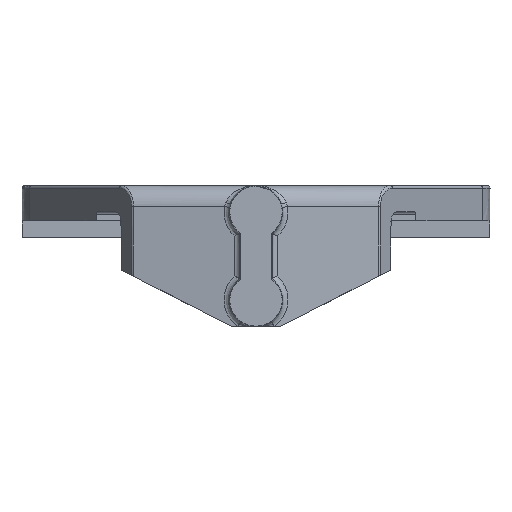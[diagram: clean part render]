
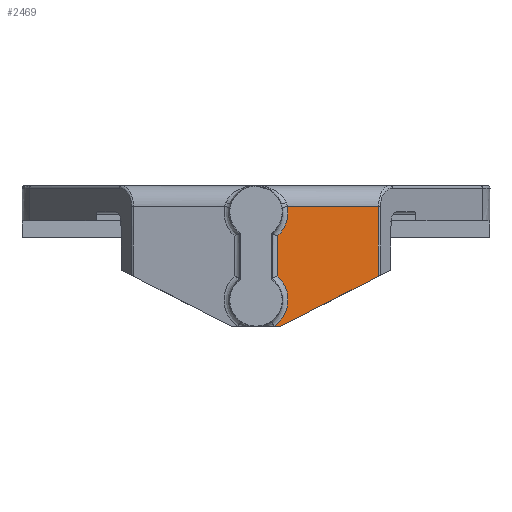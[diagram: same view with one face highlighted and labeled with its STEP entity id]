
A CAD part, left-side view. The second image highlights one B-rep face of the part: STEP entity #2469.
In plain terms, the highlighted planar face has unit normal (-0.993, -0.118, -0.009).
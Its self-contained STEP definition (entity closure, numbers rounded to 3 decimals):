
#32 = VERTEX_POINT ( 'NONE', #3282 ) ;
#177 = CARTESIAN_POINT ( 'NONE',  ( -24.325, -11.747, -8.482 ) ) ;
#222 = CARTESIAN_POINT ( 'NONE',  ( -24.325, -11.747, -8.482 ) ) ;
#247 = ORIENTED_EDGE ( 'NONE', *, *, #1385, .T. ) ;
#267 = DIRECTION ( 'NONE',  ( 0.118, -0.993, 0. ) ) ;
#279 = CARTESIAN_POINT ( 'NONE',  ( -25.36, -2.788, -12.061 ) ) ;
#304 = EDGE_CURVE ( 'NONE', #1895, #32, #1572, .T. ) ;
#394 = CARTESIAN_POINT ( 'NONE',  ( -24.382, -11.916, 0.252 ) ) ;
#422 = VERTEX_POINT ( 'NONE', #222 ) ;
#430 = EDGE_CURVE ( 'NONE', #2232, #2794, #2484, .T. ) ;
#447 = FACE_OUTER_BOUND ( 'NONE', #3698, .T. ) ;
#527 = CARTESIAN_POINT ( 'NONE',  ( -25.414, -2.995, -3.059 ) ) ;
#598 = CARTESIAN_POINT ( 'NONE',  ( -25.34, -2.995, -11.521 ) ) ;
#615 = CARTESIAN_POINT ( 'NONE',  ( -25.476, -2.077, -8.442 ) ) ;
#719 = DIRECTION ( 'NONE',  ( -0.993, -0.118, -0.009 ) ) ;
#782 = ORIENTED_EDGE ( 'NONE', *, *, #430, .T. ) ;
#872 = CARTESIAN_POINT ( 'NONE',  ( -25.441, -2.717, -3.787 ) ) ;
#876 = ORIENTED_EDGE ( 'NONE', *, *, #2442, .T. ) ;
#922 = CARTESIAN_POINT ( 'NONE',  ( -25.337, -3.085, -10.709 ) ) ;
#1030 = CARTESIAN_POINT ( 'NONE',  ( -24.38, -11.783, -1.765 ) ) ;
#1056 = LINE ( 'NONE', #3416, #2540 ) ;
#1228 = CARTESIAN_POINT ( 'NONE',  ( -24.365, -11.914, -1.765 ) ) ;
#1241 = CARTESIAN_POINT ( 'NONE',  ( -25.471, -1.767, -13.298 ) ) ;
#1256 = CARTESIAN_POINT ( 'NONE',  ( -25.349, -3.02, -10.137 ) ) ;
#1275 = LINE ( 'NONE', #177, #3559 ) ;
#1364 = VECTOR ( 'NONE', #267, 1000. ) ;
#1385 = EDGE_CURVE ( 'NONE', #3358, #422, #1056, .T. ) ;
#1395 = ORIENTED_EDGE ( 'NONE', *, *, #3183, .T. ) ;
#1515 = CARTESIAN_POINT ( 'NONE',  ( -25.41, -3.077, -2.415 ) ) ;
#1564 = CARTESIAN_POINT ( 'NONE',  ( -25.401, -2.355, -13.298 ) ) ;
#1570 = CARTESIAN_POINT ( 'NONE',  ( -25.431, -2.125, -13.009 ) ) ;
#1572 = B_SPLINE_CURVE_WITH_KNOTS ( 'NONE', 3,
 ( #615, #2821, #2198, #4039, #1888, #3749, #1583, #3439, #1256, #3122, #922, #2808, #598, #2505, #279, #2185, #4029, #1880, #3738, #1570, #3430, #1241 ),
 .UNSPECIFIED., .F., .F.,
 ( 4, 2, 2, 2, 2, 2, 1, 1, 2, 2, 2, 4 ),
 ( 0., 0.125, 0.25, 0.312, 0.375, 0.5, 0.625, 0.687, 0.719, 0.75, 0.875, 1. ),
 .UNSPECIFIED. ) ;
#1583 = CARTESIAN_POINT ( 'NONE',  ( -25.363, -2.934, -9.798 ) ) ;
#1668 = CARTESIAN_POINT ( 'NONE',  ( -25.422, -3.031, -1.765 ) ) ;
#1676 = CARTESIAN_POINT ( 'NONE',  ( -25.51, -2.077, -4.604 ) ) ;
#1824 = CARTESIAN_POINT ( 'NONE',  ( -25.415, -3.067, -2.023 ) ) ;
#1880 = CARTESIAN_POINT ( 'NONE',  ( -25.382, -2.569, -12.472 ) ) ;
#1888 = CARTESIAN_POINT ( 'NONE',  ( -25.386, -2.768, -9.364 ) ) ;
#1895 = VERTEX_POINT ( 'NONE', #2142 ) ;
#1947 = VECTOR ( 'NONE', #2305, 1000. ) ;
#2047 = AXIS2_PLACEMENT_3D ( 'NONE', #394, #719, #2928 ) ;
#2134 = CARTESIAN_POINT ( 'NONE',  ( -25.471, -2.433, -4.227 ) ) ;
#2142 = CARTESIAN_POINT ( 'NONE',  ( -25.476, -2.077, -8.442 ) ) ;
#2185 = CARTESIAN_POINT ( 'NONE',  ( -25.365, -2.737, -12.166 ) ) ;
#2198 = CARTESIAN_POINT ( 'NONE',  ( -25.435, -2.397, -8.775 ) ) ;
#2219 = CARTESIAN_POINT ( 'NONE',  ( -25.422, -3.031, -1.765 ) ) ;
#2232 = VERTEX_POINT ( 'NONE', #1668 ) ;
#2288 = DIRECTION ( 'NONE',  ( 0.118, -0.993, 0. ) ) ;
#2305 = DIRECTION ( 'NONE',  ( 0.009, 0., -1. ) ) ;
#2358 = EDGE_CURVE ( 'NONE', #32, #3358, #3710, .T. ) ;
#2423 = DIRECTION ( 'NONE',  ( -0.008, -0.005, 1. ) ) ;
#2442 = EDGE_CURVE ( 'NONE', #2794, #1895, #2782, .T. ) ;
#2454 = CARTESIAN_POINT ( 'NONE',  ( -25.489, -2.267, -4.426 ) ) ;
#2469 = ADVANCED_FACE ( 'NONE', ( #447 ), #3537, .T. ) ;
#2484 = B_SPLINE_CURVE_WITH_KNOTS ( 'NONE', 3,
 ( #2219, #3984, #1824, #3681, #1515, #3373, #527, #2835, #872, #2134, #2454, #3450 ),
 .UNSPECIFIED., .F., .F.,
 ( 4, 2, 2, 2, 2, 4 ),
 ( 0., 0.125, 0.25, 0.5, 0.75, 1. ),
 .UNSPECIFIED. ) ;
#2505 = CARTESIAN_POINT ( 'NONE',  ( -25.353, -2.86, -11.902 ) ) ;
#2536 = CARTESIAN_POINT ( 'NONE',  ( -25.51, -2.077, -4.604 ) ) ;
#2540 = VECTOR ( 'NONE', #3093, 1000. ) ;
#2782 = LINE ( 'NONE', #1676, #1947 ) ;
#2794 = VERTEX_POINT ( 'NONE', #2536 ) ;
#2808 = CARTESIAN_POINT ( 'NONE',  ( -25.336, -3.055, -11.18 ) ) ;
#2821 = CARTESIAN_POINT ( 'NONE',  ( -25.455, -2.246, -8.6 ) ) ;
#2835 = CARTESIAN_POINT ( 'NONE',  ( -25.43, -2.828, -3.555 ) ) ;
#2869 = VECTOR ( 'NONE', #2288, 1000. ) ;
#2928 = DIRECTION ( 'NONE',  ( 0.118, -0.993, 0. ) ) ;
#3093 = DIRECTION ( 'NONE',  ( 0.101, -0.885, 0.454 ) ) ;
#3122 = CARTESIAN_POINT ( 'NONE',  ( -25.34, -3.074, -10.479 ) ) ;
#3183 = EDGE_CURVE ( 'NONE', #422, #3690, #1275, .T. ) ;
#3282 = CARTESIAN_POINT ( 'NONE',  ( -25.471, -1.767, -13.298 ) ) ;
#3358 = VERTEX_POINT ( 'NONE', #1564 ) ;
#3373 = CARTESIAN_POINT ( 'NONE',  ( -25.41, -3.048, -2.803 ) ) ;
#3416 = CARTESIAN_POINT ( 'NONE',  ( -25.376, -2.57, -13.188 ) ) ;
#3430 = CARTESIAN_POINT ( 'NONE',  ( -25.45, -1.954, -13.163 ) ) ;
#3439 = CARTESIAN_POINT ( 'NONE',  ( -25.353, -2.995, -10.022 ) ) ;
#3444 = ORIENTED_EDGE ( 'NONE', *, *, #3805, .F. ) ;
#3450 = CARTESIAN_POINT ( 'NONE',  ( -25.51, -2.077, -4.604 ) ) ;
#3537 = PLANE ( 'NONE',  #2047 ) ;
#3540 = ORIENTED_EDGE ( 'NONE', *, *, #304, .T. ) ;
#3559 = VECTOR ( 'NONE', #2423, 1000. ) ;
#3603 = ORIENTED_EDGE ( 'NONE', *, *, #2358, .T. ) ;
#3626 = CARTESIAN_POINT ( 'NONE',  ( -24.265, -11.902, -13.298 ) ) ;
#3681 = CARTESIAN_POINT ( 'NONE',  ( -25.411, -3.079, -2.282 ) ) ;
#3690 = VERTEX_POINT ( 'NONE', #1030 ) ;
#3698 = EDGE_LOOP ( 'NONE', ( #3603, #247, #1395, #3444, #782, #876, #3540 ) ) ;
#3710 = LINE ( 'NONE', #3626, #2869 ) ;
#3738 = CARTESIAN_POINT ( 'NONE',  ( -25.397, -2.436, -12.66 ) ) ;
#3749 = CARTESIAN_POINT ( 'NONE',  ( -25.368, -2.897, -9.688 ) ) ;
#3805 = EDGE_CURVE ( 'NONE', #2232, #3690, #4030, .T. ) ;
#3984 = CARTESIAN_POINT ( 'NONE',  ( -25.418, -3.053, -1.894 ) ) ;
#4029 = CARTESIAN_POINT ( 'NONE',  ( -25.368, -2.709, -12.219 ) ) ;
#4030 = LINE ( 'NONE', #1228, #1364 ) ;
#4039 = CARTESIAN_POINT ( 'NONE',  ( -25.401, -2.66, -9.161 ) ) ;
